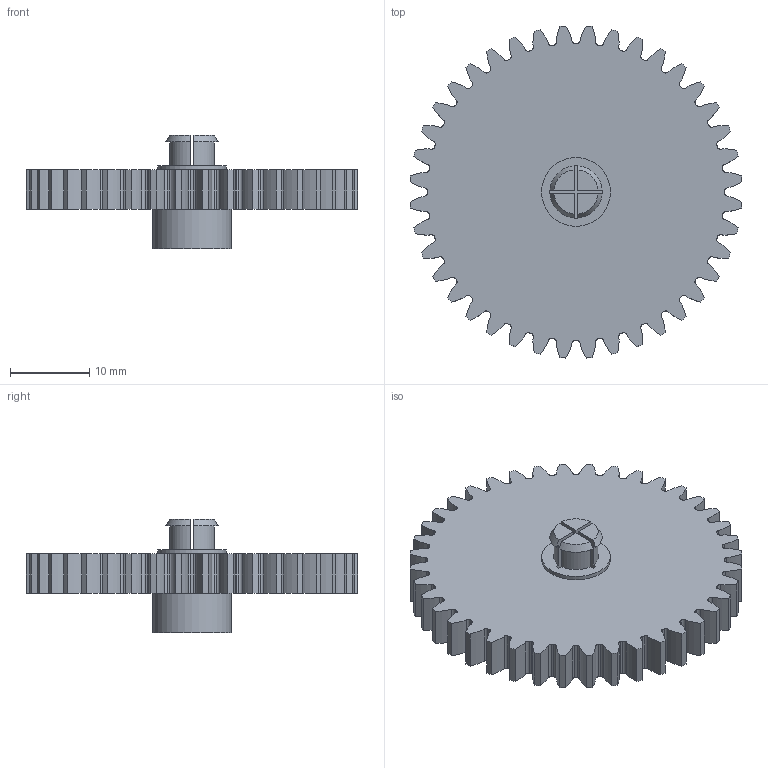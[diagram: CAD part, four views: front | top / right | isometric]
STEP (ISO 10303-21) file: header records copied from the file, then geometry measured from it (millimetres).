
FILE_DESCRIPTION(/* description */ ('STEP AP242','CAx-IF Rec.Pracs.---Representation and Presentation of Product Manufacturing Information (PMI)---4.0---2014-10-13','CAx-IF Rec.Pracs.---3D Tessellated Geometry---0.4---2014-09-14','2;1'),/* implementation_level */ '2;1');
FILE_NAME(/* name */ '68f9dacd1887b3d4de26da51',/* time_stamp */ '2025-10-23T07:35:43Z',/* author */ (''),/* organization */ (''),/* preprocessor_version */ 'ST-DEVELOPER v20',/* originating_system */ 'ONSHAPE BY PTC INC, 1.205',/* authorisation */ ' ');
FILE_SCHEMA (('AP242_MANAGED_MODEL_BASED_3D_ENGINEERING_MIM_LF { 1 0 10303 442 1 1 4 }'));
Length unit declared in the file: metre
Products named in the file (1): Spur gear (40 teeth)
Bounding box: 41.92 x 41.92 x 14.37 mm (x, y, z)
Volume: 6662.5 mm3; surface area: 4185.4 mm2
Topology: 1 solids, 1 shells, 376 faces, 1110 edges, 740 vertices
Faces by surface type: cylinder 220, bspline 80, plane 72, cone 4
Full cylindrical faces by diameter (mm): 8.7 x1, 9.98 x1
Entity records: 17062 total; most frequent: CARTESIAN_POINT 7129, ORIENTED_EDGE 2216, DIRECTION 1982, EDGE_CURVE 1108, AXIS2_PLACEMENT_3D 745, VERTEX_POINT 740, LINE 492, VECTOR 492
